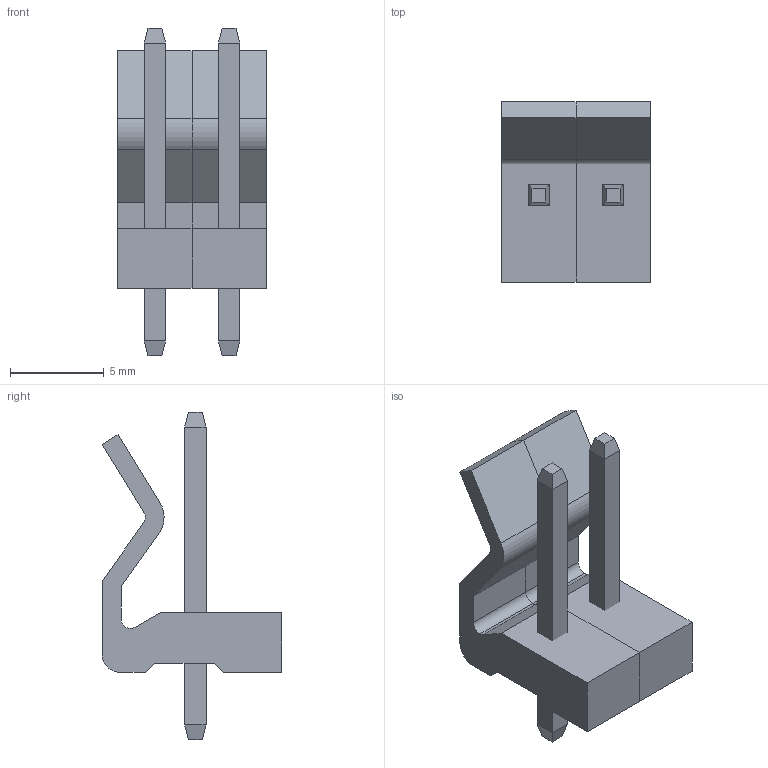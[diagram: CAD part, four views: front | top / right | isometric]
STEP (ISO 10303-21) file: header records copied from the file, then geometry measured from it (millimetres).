
FILE_DESCRIPTION (( 'STEP AP214' ), '1' );
FILE_NAME ('User Library-Cvilux_CI5102P1V00.STEP', '2018-08-21T04:24:45', ( '' ), ( '' ), 'SwSTEP 2.0', 'SolidWorks 2018', '' );
FILE_SCHEMA (( 'AUTOMOTIVE_DESIGN' ));
Length unit declared in the file: centimetre
Products named in the file (3): User Library-Cvilux_CI5102P1V00_pin; User Library-Cvilux_CI5102P1V00; User Library-Cvilux_CI5102P1V00_BASE
Assembly tree (4 placements, depth 2):
  User Library-Cvilux_CI5102P1V00
    User Library-Cvilux_CI5102P1V00_BASE  x2
    User Library-Cvilux_CI5102P1V00_pin  x2
Bounding box: 7.92 x 9.6 x 17.5 mm (x, y, z)
Volume: 346.6 mm3; surface area: 689.8 mm2
Topology: 4 solids, 4 shells, 72 faces, 176 edges, 112 vertices
Faces by surface type: plane 62, cylinder 10
Entity records: 1560 total; most frequent: CARTESIAN_POINT 187, DIRECTION 184, ORIENTED_EDGE 176, EDGE_CURVE 88, VECTOR 78, LINE 78, VERTEX_POINT 56, AXIS2_PLACEMENT_3D 53
